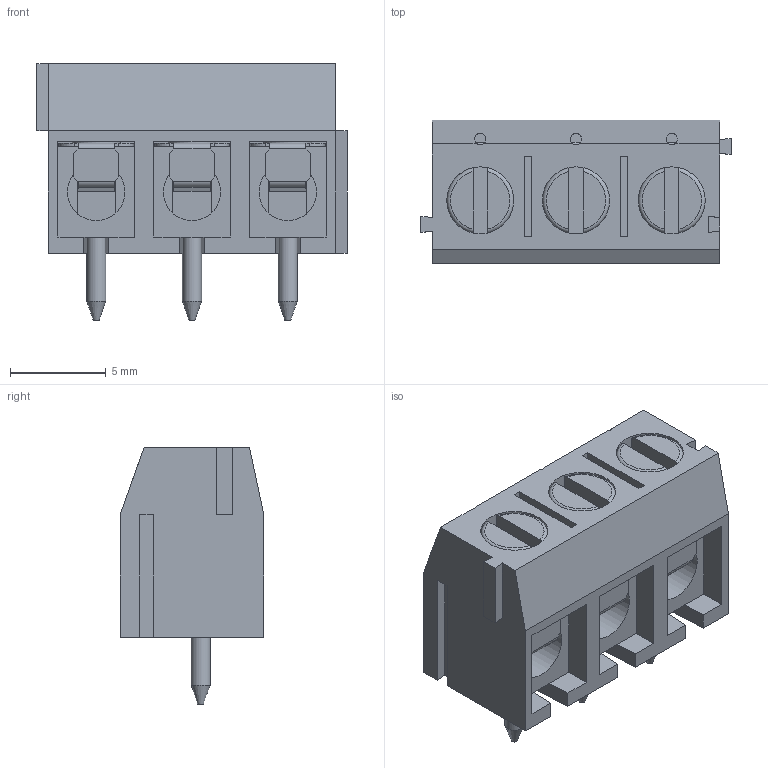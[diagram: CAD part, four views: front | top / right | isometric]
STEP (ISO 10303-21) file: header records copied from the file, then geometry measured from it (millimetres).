
FILE_DESCRIPTION(/* description */ ('Unknown'),/* implementation_level */ '2;1');
FILE_NAME(/* name */ '691102710003',/* time_stamp */ '2016-02-23T10:01:02+01:00',/* author */ ('Unknown'),/* organization */ ('Unknown'),/* preprocessor_version */ 'ST-DEVELOPER v16',/* originating_system */ 'DEX',/* authorisation */ $);
FILE_SCHEMA (('AUTOMOTIVE_DESIGN {1 0 10303 214 3 1 1}'));
Length unit declared in the file: millimetre
Products named in the file (5): 6911027100xx; 691502710003; 6911027100xx_CAGE; 6911027100xx_PIN; 6911027100xx_VIS
Assembly tree (10 placements, depth 2):
  6911027100xx
    691502710003
    6911027100xx_CAGE  x3
    6911027100xx_PIN  x3
    6911027100xx_VIS  x3
Bounding box: 16.2 x 7.5 x 13.4 mm (x, y, z)
Volume: 795.9 mm3; surface area: 1974.9 mm2
Topology: 10 solids, 10 shells, 292 faces, 759 edges, 492 vertices
Faces by surface type: plane 202, cylinder 69, cone 12, torus 9
Full cylindrical faces by diameter (mm): 0.6 x3, 1 x3, 2 x3, 2.5 x3, 2.75 x3, 3 x3, 3.5 x6
Entity records: 5203 total; most frequent: CARTESIAN_POINT 1086, DIRECTION 780, ORIENTED_EDGE 768, EDGE_CURVE 384, LINE 304, VECTOR 304, VERTEX_POINT 260, AXIS2_PLACEMENT_3D 238
